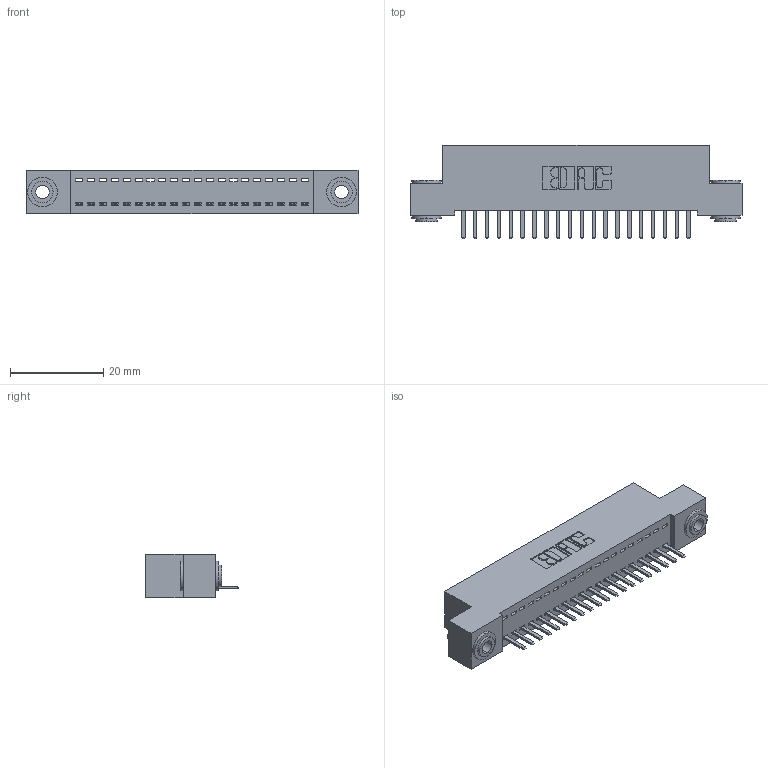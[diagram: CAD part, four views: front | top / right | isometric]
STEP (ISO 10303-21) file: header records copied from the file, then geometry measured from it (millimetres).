
FILE_DESCRIPTION (( 'STEP AP203' ), '1' );
FILE_NAME ('342-020-520-103.STEP', '2018-08-10T22:33:15', ( '' ), ( '' ), 'SwSTEP 2.0', 'SolidWorks 2016', '' );
FILE_SCHEMA (( 'CONFIG_CONTROL_DESIGN' ));
Length unit declared in the file: inch
Products named in the file (4): 342-020-520-103; 342 Part_.156 TH; 345-292-001_345-293-120; 342-250-002_345-250-002-102
Assembly tree (23 placements, depth 2):
  342-020-520-103
    342 Part_.156 TH
    345-292-001_345-293-120  x20
    342-250-002_345-250-002-102  x2
Bounding box: 71.12 x 20.02 x 9.4 mm (x, y, z)
Volume: 6120.1 mm3; surface area: 8618.4 mm2
Topology: 23 solids, 23 shells, 1388 faces, 4055 edges, 2646 vertices
Faces by surface type: plane 956, cylinder 424, cone 8
Entity records: 15704 total; most frequent: CARTESIAN_POINT 2701, ORIENTED_EDGE 2638, DIRECTION 2345, EDGE_CURVE 1319, VECTOR 1163, LINE 1163, VERTEX_POINT 874, AXIS2_PLACEMENT_3D 591
